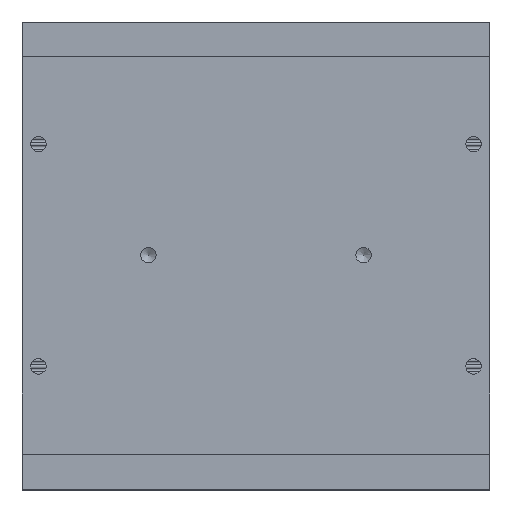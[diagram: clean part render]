
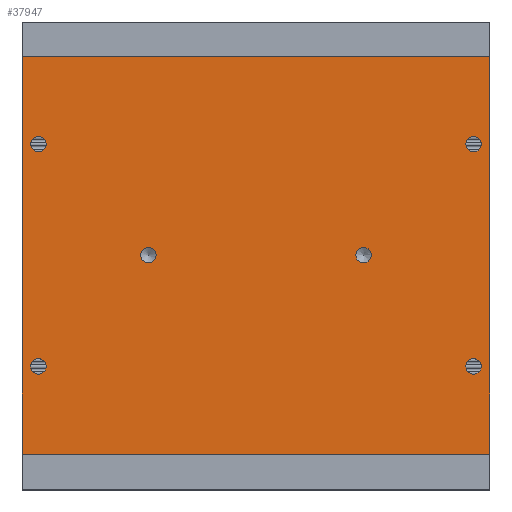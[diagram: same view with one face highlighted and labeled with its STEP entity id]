
A CAD part, top view. The second image highlights one B-rep face of the part: STEP entity #37947.
In plain terms, the highlighted free-form (B-spline) face has degree [1, 1] with [2, 2] control points.
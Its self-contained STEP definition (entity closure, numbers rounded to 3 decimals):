
#8857=CARTESIAN_POINT('',(-50.,42.5,96.));
#8858=VERTEX_POINT('',#8857);
#8864=CARTESIAN_POINT('',(-50.,-42.5,96.));
#8865=VERTEX_POINT('',#8864);
#8866=CARTESIAN_POINT('',(-50.,42.5,96.));
#8867=CARTESIAN_POINT('',(-50.,-42.5,96.));
#8868=B_SPLINE_CURVE_WITH_KNOTS('',1,(#8866,#8867),.POLYLINE_FORM.,.F.,.U.,(2,2),(0.,1.),.UNSPECIFIED.);
#8869=EDGE_CURVE('',#8858,#8865,#8868,.T.);
#17743=CARTESIAN_POINT('',(50.,42.5,96.));
#17744=VERTEX_POINT('',#17743);
#17750=CARTESIAN_POINT('',(50.,-42.5,96.));
#17751=VERTEX_POINT('',#17750);
#17752=CARTESIAN_POINT('',(50.,42.5,96.));
#17753=CARTESIAN_POINT('',(50.,-42.5,96.));
#17754=B_SPLINE_CURVE_WITH_KNOTS('',1,(#17752,#17753),.POLYLINE_FORM.,.F.,.U.,(2,2),(0.,1.),.UNSPECIFIED.);
#17755=EDGE_CURVE('',#17744,#17751,#17754,.T.);
#37662=CARTESIAN_POINT('',(-50.,42.5,96.));
#37663=CARTESIAN_POINT('',(50.,42.5,96.));
#37664=B_SPLINE_CURVE_WITH_KNOTS('',1,(#37662,#37663),.POLYLINE_FORM.,.F.,.U.,(2,2),(0.,1.),.UNSPECIFIED.);
#37665=EDGE_CURVE('',#8858,#17744,#37664,.T.);
#37684=CARTESIAN_POINT('',(-50.,-42.5,96.));
#37685=CARTESIAN_POINT('',(50.,-42.5,96.));
#37686=B_SPLINE_CURVE_WITH_KNOTS('',1,(#37684,#37685),.POLYLINE_FORM.,.F.,.U.,(2,2),(0.,1.),.UNSPECIFIED.);
#37687=EDGE_CURVE('',#8865,#17751,#37686,.T.);
#37840=CARTESIAN_POINT('',(-50.,42.5,96.));
#37841=CARTESIAN_POINT('',(50.,42.5,96.));
#37842=CARTESIAN_POINT('',(-50.,-42.5,96.));
#37843=CARTESIAN_POINT('',(50.,-42.5,96.));
#37844=B_SPLINE_SURFACE_WITH_KNOTS('',1,1,((#37840,#37841),(#37842,#37843)),.PLANE_SURF.,.F.,.F.,.U.,(2,2),(2,2),(0.,1.),(0.,1.),.UNSPECIFIED.);
#37845=ORIENTED_EDGE('',*,*,#8869,.T.);
#37846=ORIENTED_EDGE('',*,*,#37687,.T.);
#37847=ORIENTED_EDGE('',*,*,#17755,.F.);
#37848=ORIENTED_EDGE('',*,*,#37665,.F.);
#37849=EDGE_LOOP('',(#37845,#37846,#37847,#37848));
#37850=FACE_OUTER_BOUND('',#37849,.T.);
#37851=CARTESIAN_POINT('',(48.15,23.75,96.));
#37852=VERTEX_POINT('',#37851);
#37853=CARTESIAN_POINT('',(48.15,23.75,96.));
#37854=CARTESIAN_POINT('',(48.15,22.1,96.));
#37855=CARTESIAN_POINT('',(46.5,22.1,96.));
#37856=CARTESIAN_POINT('',(44.85,22.1,96.));
#37857=CARTESIAN_POINT('',(44.85,23.75,96.));
#37858=CARTESIAN_POINT('',(44.85,25.4,96.));
#37859=CARTESIAN_POINT('',(46.5,25.4,96.));
#37860=CARTESIAN_POINT('',(48.15,25.4,96.));
#37861=CARTESIAN_POINT('',(48.15,23.75,96.));
#37862=(BOUNDED_CURVE()B_SPLINE_CURVE(2,(#37853,#37854,#37855,#37856,#37857,#37858,#37859,#37860,#37861),.CIRCULAR_ARC.,.T.,.U.)B_SPLINE_CURVE_WITH_KNOTS((3,2,2,2,3),(0.,0.25,0.5,0.75,1.),.UNSPECIFIED.)CURVE()GEOMETRIC_REPRESENTATION_ITEM()RATIONAL_B_SPLINE_CURVE((1.,0.707,1.,0.707,1.,0.707,1.,0.707,1.))REPRESENTATION_ITEM(''));
#37863=EDGE_CURVE('',#37852,#37852,#37862,.T.);
#37864=ORIENTED_EDGE('',*,*,#37863,.T.);
#37865=EDGE_LOOP('',(#37864));
#37866=FACE_BOUND('',#37865,.T.);
#37867=CARTESIAN_POINT('',(48.15,-23.75,96.));
#37868=VERTEX_POINT('',#37867);
#37869=CARTESIAN_POINT('',(48.15,-23.75,96.));
#37870=CARTESIAN_POINT('',(48.15,-25.4,96.));
#37871=CARTESIAN_POINT('',(46.5,-25.4,96.));
#37872=CARTESIAN_POINT('',(44.85,-25.4,96.));
#37873=CARTESIAN_POINT('',(44.85,-23.75,96.));
#37874=CARTESIAN_POINT('',(44.85,-22.1,96.));
#37875=CARTESIAN_POINT('',(46.5,-22.1,96.));
#37876=CARTESIAN_POINT('',(48.15,-22.1,96.));
#37877=CARTESIAN_POINT('',(48.15,-23.75,96.));
#37878=(BOUNDED_CURVE()B_SPLINE_CURVE(2,(#37869,#37870,#37871,#37872,#37873,#37874,#37875,#37876,#37877),.CIRCULAR_ARC.,.T.,.U.)B_SPLINE_CURVE_WITH_KNOTS((3,2,2,2,3),(0.,0.25,0.5,0.75,1.),.UNSPECIFIED.)CURVE()GEOMETRIC_REPRESENTATION_ITEM()RATIONAL_B_SPLINE_CURVE((1.,0.707,1.,0.707,1.,0.707,1.,0.707,1.))REPRESENTATION_ITEM(''));
#37879=EDGE_CURVE('',#37868,#37868,#37878,.T.);
#37880=ORIENTED_EDGE('',*,*,#37879,.T.);
#37881=EDGE_LOOP('',(#37880));
#37882=FACE_BOUND('',#37881,.T.);
#37883=CARTESIAN_POINT('',(24.65,0.,96.));
#37884=VERTEX_POINT('',#37883);
#37885=CARTESIAN_POINT('',(24.65,0.,96.));
#37886=CARTESIAN_POINT('',(24.65,-1.65,96.));
#37887=CARTESIAN_POINT('',(23.,-1.65,96.));
#37888=CARTESIAN_POINT('',(21.35,-1.65,96.));
#37889=CARTESIAN_POINT('',(21.35,0.,96.));
#37890=CARTESIAN_POINT('',(21.35,1.65,96.));
#37891=CARTESIAN_POINT('',(23.,1.65,96.));
#37892=CARTESIAN_POINT('',(24.65,1.65,96.));
#37893=CARTESIAN_POINT('',(24.65,0.,96.));
#37894=(BOUNDED_CURVE()B_SPLINE_CURVE(2,(#37885,#37886,#37887,#37888,#37889,#37890,#37891,#37892,#37893),.CIRCULAR_ARC.,.T.,.U.)B_SPLINE_CURVE_WITH_KNOTS((3,2,2,2,3),(0.,0.25,0.5,0.75,1.),.UNSPECIFIED.)CURVE()GEOMETRIC_REPRESENTATION_ITEM()RATIONAL_B_SPLINE_CURVE((1.,0.707,1.,0.707,1.,0.707,1.,0.707,1.))REPRESENTATION_ITEM(''));
#37895=EDGE_CURVE('',#37884,#37884,#37894,.T.);
#37896=ORIENTED_EDGE('',*,*,#37895,.T.);
#37897=EDGE_LOOP('',(#37896));
#37898=FACE_BOUND('',#37897,.T.);
#37899=CARTESIAN_POINT('',(-44.85,23.75,96.));
#37900=VERTEX_POINT('',#37899);
#37901=CARTESIAN_POINT('',(-44.85,23.75,96.));
#37902=CARTESIAN_POINT('',(-44.85,22.1,96.));
#37903=CARTESIAN_POINT('',(-46.5,22.1,96.));
#37904=CARTESIAN_POINT('',(-48.15,22.1,96.));
#37905=CARTESIAN_POINT('',(-48.15,23.75,96.));
#37906=CARTESIAN_POINT('',(-48.15,25.4,96.));
#37907=CARTESIAN_POINT('',(-46.5,25.4,96.));
#37908=CARTESIAN_POINT('',(-44.85,25.4,96.));
#37909=CARTESIAN_POINT('',(-44.85,23.75,96.));
#37910=(BOUNDED_CURVE()B_SPLINE_CURVE(2,(#37901,#37902,#37903,#37904,#37905,#37906,#37907,#37908,#37909),.CIRCULAR_ARC.,.T.,.U.)B_SPLINE_CURVE_WITH_KNOTS((3,2,2,2,3),(0.,0.25,0.5,0.75,1.),.UNSPECIFIED.)CURVE()GEOMETRIC_REPRESENTATION_ITEM()RATIONAL_B_SPLINE_CURVE((1.,0.707,1.,0.707,1.,0.707,1.,0.707,1.))REPRESENTATION_ITEM(''));
#37911=EDGE_CURVE('',#37900,#37900,#37910,.T.);
#37912=ORIENTED_EDGE('',*,*,#37911,.T.);
#37913=EDGE_LOOP('',(#37912));
#37914=FACE_BOUND('',#37913,.T.);
#37915=CARTESIAN_POINT('',(-44.85,-23.75,96.));
#37916=VERTEX_POINT('',#37915);
#37917=CARTESIAN_POINT('',(-44.85,-23.75,96.));
#37918=CARTESIAN_POINT('',(-44.85,-25.4,96.));
#37919=CARTESIAN_POINT('',(-46.5,-25.4,96.));
#37920=CARTESIAN_POINT('',(-48.15,-25.4,96.));
#37921=CARTESIAN_POINT('',(-48.15,-23.75,96.));
#37922=CARTESIAN_POINT('',(-48.15,-22.1,96.));
#37923=CARTESIAN_POINT('',(-46.5,-22.1,96.));
#37924=CARTESIAN_POINT('',(-44.85,-22.1,96.));
#37925=CARTESIAN_POINT('',(-44.85,-23.75,96.));
#37926=(BOUNDED_CURVE()B_SPLINE_CURVE(2,(#37917,#37918,#37919,#37920,#37921,#37922,#37923,#37924,#37925),.CIRCULAR_ARC.,.T.,.U.)B_SPLINE_CURVE_WITH_KNOTS((3,2,2,2,3),(0.,0.25,0.5,0.75,1.),.UNSPECIFIED.)CURVE()GEOMETRIC_REPRESENTATION_ITEM()RATIONAL_B_SPLINE_CURVE((1.,0.707,1.,0.707,1.,0.707,1.,0.707,1.))REPRESENTATION_ITEM(''));
#37927=EDGE_CURVE('',#37916,#37916,#37926,.T.);
#37928=ORIENTED_EDGE('',*,*,#37927,.T.);
#37929=EDGE_LOOP('',(#37928));
#37930=FACE_BOUND('',#37929,.T.);
#37931=CARTESIAN_POINT('',(-21.35,0.,96.));
#37932=VERTEX_POINT('',#37931);
#37933=CARTESIAN_POINT('',(-21.35,0.,96.));
#37934=CARTESIAN_POINT('',(-21.35,-1.65,96.));
#37935=CARTESIAN_POINT('',(-23.,-1.65,96.));
#37936=CARTESIAN_POINT('',(-24.65,-1.65,96.));
#37937=CARTESIAN_POINT('',(-24.65,0.,96.));
#37938=CARTESIAN_POINT('',(-24.65,1.65,96.));
#37939=CARTESIAN_POINT('',(-23.,1.65,96.));
#37940=CARTESIAN_POINT('',(-21.35,1.65,96.));
#37941=CARTESIAN_POINT('',(-21.35,0.,96.));
#37942=(BOUNDED_CURVE()B_SPLINE_CURVE(2,(#37933,#37934,#37935,#37936,#37937,#37938,#37939,#37940,#37941),.CIRCULAR_ARC.,.T.,.U.)B_SPLINE_CURVE_WITH_KNOTS((3,2,2,2,3),(0.,0.25,0.5,0.75,1.),.UNSPECIFIED.)CURVE()GEOMETRIC_REPRESENTATION_ITEM()RATIONAL_B_SPLINE_CURVE((1.,0.707,1.,0.707,1.,0.707,1.,0.707,1.))REPRESENTATION_ITEM(''));
#37943=EDGE_CURVE('',#37932,#37932,#37942,.T.);
#37944=ORIENTED_EDGE('',*,*,#37943,.T.);
#37945=EDGE_LOOP('',(#37944));
#37946=FACE_BOUND('',#37945,.T.);
#37947=ADVANCED_FACE('',(#37850,#37866,#37882,#37898,#37914,#37930,#37946),#37844,.T.);
